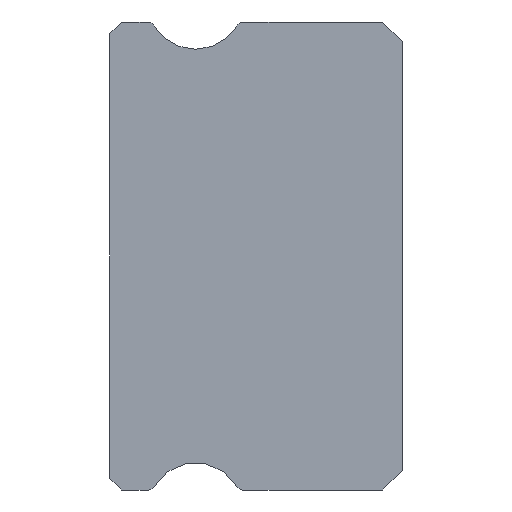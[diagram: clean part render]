
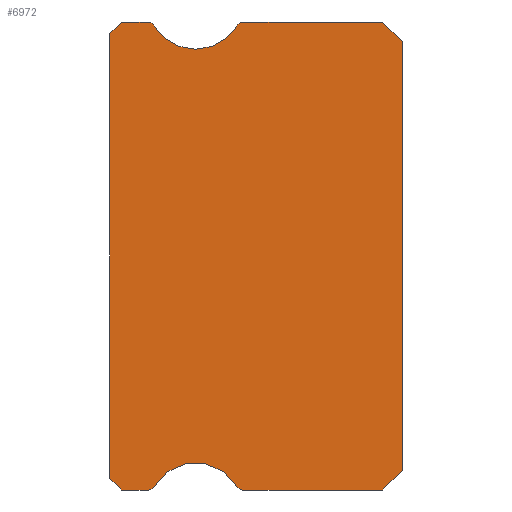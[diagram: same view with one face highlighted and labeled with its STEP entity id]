
A CAD part, left-side view. The second image highlights one B-rep face of the part: STEP entity #6972.
In plain terms, the highlighted planar face has unit normal (-1, 0, 0).
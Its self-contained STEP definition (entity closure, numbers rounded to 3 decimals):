
#27 = EDGE_CURVE ( 'NONE', #3220, #28, #217, .T. ) ;
#28 = VERTEX_POINT ( 'NONE', #2954 ) ;
#51 = CARTESIAN_POINT ( 'NONE',  ( -15., 7.5, 5.85 ) ) ;
#88 = CARTESIAN_POINT ( 'NONE',  ( -15., 0.5, 6. ) ) ;
#138 = ORIENTED_EDGE ( 'NONE', *, *, #7207, .T. ) ;
#217 = LINE ( 'NONE', #88, #2695 ) ;
#229 = VERTEX_POINT ( 'NONE', #6139 ) ;
#230 = VERTEX_POINT ( 'NONE', #2852 ) ;
#473 = AXIS2_PLACEMENT_3D ( 'NONE', #720, #8076, #6027 ) ;
#480 = DIRECTION ( 'NONE',  ( 0., 1., 0. ) ) ;
#499 = ORIENTED_EDGE ( 'NONE', *, *, #8578, .F. ) ;
#500 = CARTESIAN_POINT ( 'NONE',  ( -15., 7.2, -6. ) ) ;
#559 = CARTESIAN_POINT ( 'NONE',  ( -15., 6.512, 6. ) ) ;
#580 = VERTEX_POINT ( 'NONE', #5967 ) ;
#584 = CARTESIAN_POINT ( 'NONE',  ( -15., 0., -5.5 ) ) ;
#720 = CARTESIAN_POINT ( 'NONE',  ( -15., 6.512, -5.85 ) ) ;
#760 = AXIS2_PLACEMENT_3D ( 'NONE', #3396, #4688, #5358 ) ;
#799 = CARTESIAN_POINT ( 'NONE',  ( -15., 6.383, -5.925 ) ) ;
#848 = DIRECTION ( 'NONE',  ( 0., -0.707, -0.707 ) ) ;
#857 = ORIENTED_EDGE ( 'NONE', *, *, #6512, .F. ) ;
#886 = VECTOR ( 'NONE', #8215, 1000. ) ;
#1085 = VERTEX_POINT ( 'NONE', #7428 ) ;
#1181 = EDGE_CURVE ( 'NONE', #1085, #3695, #7702, .T. ) ;
#1222 = DIRECTION ( 'NONE',  ( 0., -1., 0. ) ) ;
#1240 = CARTESIAN_POINT ( 'NONE',  ( -15., 4.088, -5.85 ) ) ;
#1265 = CARTESIAN_POINT ( 'NONE',  ( -15., 5.3, 6.55 ) ) ;
#1489 = EDGE_CURVE ( 'NONE', #229, #2207, #6161, .T. ) ;
#1576 = VERTEX_POINT ( 'NONE', #7724 ) ;
#1850 = CARTESIAN_POINT ( 'NONE',  ( -15., 6.512, 5.85 ) ) ;
#2164 = EDGE_CURVE ( 'NONE', #8834, #4149, #7480, .T. ) ;
#2207 = VERTEX_POINT ( 'NONE', #6315 ) ;
#2296 = CARTESIAN_POINT ( 'NONE',  ( -15., 5.3, 6.55 ) ) ;
#2348 = VECTOR ( 'NONE', #480, 1000. ) ;
#2380 = EDGE_CURVE ( 'NONE', #230, #1576, #8639, .T. ) ;
#2386 = DIRECTION ( 'NONE',  ( 0., -0.707, -0.707 ) ) ;
#2398 = DIRECTION ( 'NONE',  ( 0., 0., -1. ) ) ;
#2429 = VERTEX_POINT ( 'NONE', #3315 ) ;
#2503 = ORIENTED_EDGE ( 'NONE', *, *, #7751, .F. ) ;
#2663 = ORIENTED_EDGE ( 'NONE', *, *, #1181, .T. ) ;
#2664 = VERTEX_POINT ( 'NONE', #8618 ) ;
#2695 = VECTOR ( 'NONE', #848, 1000. ) ;
#2732 = DIRECTION ( 'NONE',  ( 0., 1., 0. ) ) ;
#2737 = VECTOR ( 'NONE', #5494, 1000. ) ;
#2852 = CARTESIAN_POINT ( 'NONE',  ( -15., 5.3, 5.3 ) ) ;
#2902 = CIRCLE ( 'NONE', #473, 0.15 ) ;
#2911 = AXIS2_PLACEMENT_3D ( 'NONE', #2296, #5009, #3632 ) ;
#2954 = CARTESIAN_POINT ( 'NONE',  ( -15., 0., 5.5 ) ) ;
#2984 = CIRCLE ( 'NONE', #3260, 0.15 ) ;
#3183 = LINE ( 'NONE', #500, #6425 ) ;
#3193 = CIRCLE ( 'NONE', #2911, 1.25 ) ;
#3218 = EDGE_CURVE ( 'NONE', #5379, #2207, #7829, .T. ) ;
#3220 = VERTEX_POINT ( 'NONE', #7154 ) ;
#3260 = AXIS2_PLACEMENT_3D ( 'NONE', #1850, #5106, #4572 ) ;
#3315 = CARTESIAN_POINT ( 'NONE',  ( -15., 4.088, -6. ) ) ;
#3325 = DIRECTION ( 'NONE',  ( -1., 0., 0. ) ) ;
#3396 = CARTESIAN_POINT ( 'NONE',  ( -15., 6.512, 5.85 ) ) ;
#3509 = CARTESIAN_POINT ( 'NONE',  ( -15., 4.088, 5.85 ) ) ;
#3513 = DIRECTION ( 'NONE',  ( 0., -1., 0. ) ) ;
#3632 = DIRECTION ( 'NONE',  ( 0., 0., -1. ) ) ;
#3695 = VERTEX_POINT ( 'NONE', #8176 ) ;
#3897 = VECTOR ( 'NONE', #5993, 1000. ) ;
#4060 = CARTESIAN_POINT ( 'NONE',  ( -15., 0.5, -6. ) ) ;
#4085 = LINE ( 'NONE', #6754, #2348 ) ;
#4089 = CARTESIAN_POINT ( 'NONE',  ( -15., 0., -5.5 ) ) ;
#4094 = CARTESIAN_POINT ( 'NONE',  ( -15., 7.2, 6. ) ) ;
#4149 = VERTEX_POINT ( 'NONE', #4060 ) ;
#4166 = ORIENTED_EDGE ( 'NONE', *, *, #7585, .F. ) ;
#4194 = AXIS2_PLACEMENT_3D ( 'NONE', #3509, #4221, #6973 ) ;
#4200 = ORIENTED_EDGE ( 'NONE', *, *, #3218, .T. ) ;
#4221 = DIRECTION ( 'NONE',  ( 1., 0., 0. ) ) ;
#4260 = VECTOR ( 'NONE', #4672, 1000. ) ;
#4305 = ORIENTED_EDGE ( 'NONE', *, *, #1489, .F. ) ;
#4328 = VECTOR ( 'NONE', #3513, 1000. ) ;
#4330 = CARTESIAN_POINT ( 'NONE',  ( -15., 0., 5.5 ) ) ;
#4335 = EDGE_CURVE ( 'NONE', #8834, #28, #8248, .T. ) ;
#4389 = ORIENTED_EDGE ( 'NONE', *, *, #6924, .F. ) ;
#4460 = CIRCLE ( 'NONE', #8301, 1.25 ) ;
#4572 = DIRECTION ( 'NONE',  ( 0., 0., -1. ) ) ;
#4589 = EDGE_CURVE ( 'NONE', #2429, #2664, #8559, .T. ) ;
#4655 = DIRECTION ( 'NONE',  ( -1., 0., 0. ) ) ;
#4672 = DIRECTION ( 'NONE',  ( 0., 0.707, -0.707 ) ) ;
#4688 = DIRECTION ( 'NONE',  ( 1., 0., 0. ) ) ;
#4689 = CARTESIAN_POINT ( 'NONE',  ( -15., 6.512, 6. ) ) ;
#4710 = VERTEX_POINT ( 'NONE', #559 ) ;
#4793 = DIRECTION ( 'NONE',  ( 0., 0., -1. ) ) ;
#4833 = ORIENTED_EDGE ( 'NONE', *, *, #2380, .F. ) ;
#4901 = VECTOR ( 'NONE', #2732, 1000. ) ;
#5009 = DIRECTION ( 'NONE',  ( -1., 0., 0. ) ) ;
#5069 = EDGE_CURVE ( 'NONE', #4710, #580, #2984, .T. ) ;
#5106 = DIRECTION ( 'NONE',  ( 1., 0., 0. ) ) ;
#5125 = ORIENTED_EDGE ( 'NONE', *, *, #4589, .F. ) ;
#5157 = DIRECTION ( 'NONE',  ( 1., 0., 0. ) ) ;
#5324 = EDGE_LOOP ( 'NONE', ( #4200, #4305, #7105, #2663, #4389, #857, #5125, #4166, #8635, #5478, #8391, #5678, #2503, #4833, #499, #8686, #138 ) ) ;
#5358 = DIRECTION ( 'NONE',  ( 0., 0., -1. ) ) ;
#5379 = VERTEX_POINT ( 'NONE', #8389 ) ;
#5403 = PLANE ( 'NONE',  #760 ) ;
#5478 = ORIENTED_EDGE ( 'NONE', *, *, #4335, .T. ) ;
#5494 = DIRECTION ( 'NONE',  ( 0., 0., 1. ) ) ;
#5678 = ORIENTED_EDGE ( 'NONE', *, *, #8739, .F. ) ;
#5852 = AXIS2_PLACEMENT_3D ( 'NONE', #1240, #5157, #2398 ) ;
#5889 = CIRCLE ( 'NONE', #4194, 0.15 ) ;
#5967 = CARTESIAN_POINT ( 'NONE',  ( -15., 6.383, 5.925 ) ) ;
#5993 = DIRECTION ( 'NONE',  ( 0., 0.707, -0.707 ) ) ;
#6027 = DIRECTION ( 'NONE',  ( 0., 0., -1. ) ) ;
#6061 = AXIS2_PLACEMENT_3D ( 'NONE', #1265, #4655, #6781 ) ;
#6139 = CARTESIAN_POINT ( 'NONE',  ( -15., 7.5, -5.7 ) ) ;
#6161 = LINE ( 'NONE', #51, #886 ) ;
#6315 = CARTESIAN_POINT ( 'NONE',  ( -15., 7.5, 5.7 ) ) ;
#6425 = VECTOR ( 'NONE', #2386, 1000. ) ;
#6486 = CARTESIAN_POINT ( 'NONE',  ( -15., 7.5, 5.7 ) ) ;
#6512 = EDGE_CURVE ( 'NONE', #2664, #7405, #4460, .T. ) ;
#6533 = CARTESIAN_POINT ( 'NONE',  ( -15., 4.088, 6. ) ) ;
#6754 = CARTESIAN_POINT ( 'NONE',  ( -15., 6.512, -6. ) ) ;
#6781 = DIRECTION ( 'NONE',  ( 0., 0., -1. ) ) ;
#6809 = EDGE_CURVE ( 'NONE', #229, #1085, #3183, .T. ) ;
#6879 = CARTESIAN_POINT ( 'NONE',  ( -15., 5.3, -6.55 ) ) ;
#6924 = EDGE_CURVE ( 'NONE', #7405, #3695, #2902, .T. ) ;
#6972 = ADVANCED_FACE ( 'NONE', ( #7499 ), #5403, .F. ) ;
#6973 = DIRECTION ( 'NONE',  ( 0., 0., -1. ) ) ;
#6976 = CARTESIAN_POINT ( 'NONE',  ( -15., 6.512, -6. ) ) ;
#7105 = ORIENTED_EDGE ( 'NONE', *, *, #6809, .T. ) ;
#7154 = CARTESIAN_POINT ( 'NONE',  ( -15., 0.5, 6. ) ) ;
#7160 = VECTOR ( 'NONE', #1222, 1000. ) ;
#7207 = EDGE_CURVE ( 'NONE', #4710, #5379, #8784, .T. ) ;
#7405 = VERTEX_POINT ( 'NONE', #799 ) ;
#7428 = CARTESIAN_POINT ( 'NONE',  ( -15., 7.2, -6. ) ) ;
#7480 = LINE ( 'NONE', #4089, #4260 ) ;
#7499 = FACE_OUTER_BOUND ( 'NONE', #5324, .T. ) ;
#7552 = VERTEX_POINT ( 'NONE', #6533 ) ;
#7585 = EDGE_CURVE ( 'NONE', #4149, #2429, #4085, .T. ) ;
#7702 = LINE ( 'NONE', #6976, #4328 ) ;
#7724 = CARTESIAN_POINT ( 'NONE',  ( -15., 4.217, 5.925 ) ) ;
#7751 = EDGE_CURVE ( 'NONE', #1576, #7552, #5889, .T. ) ;
#7829 = LINE ( 'NONE', #6486, #3897 ) ;
#8076 = DIRECTION ( 'NONE',  ( 1., 0., 0. ) ) ;
#8176 = CARTESIAN_POINT ( 'NONE',  ( -15., 6.512, -6. ) ) ;
#8215 = DIRECTION ( 'NONE',  ( 0., 0., 1. ) ) ;
#8248 = LINE ( 'NONE', #4330, #2737 ) ;
#8301 = AXIS2_PLACEMENT_3D ( 'NONE', #6879, #3325, #4793 ) ;
#8389 = CARTESIAN_POINT ( 'NONE',  ( -15., 7.2, 6. ) ) ;
#8391 = ORIENTED_EDGE ( 'NONE', *, *, #27, .F. ) ;
#8559 = CIRCLE ( 'NONE', #5852, 0.15 ) ;
#8578 = EDGE_CURVE ( 'NONE', #580, #230, #3193, .T. ) ;
#8618 = CARTESIAN_POINT ( 'NONE',  ( -15., 4.217, -5.925 ) ) ;
#8635 = ORIENTED_EDGE ( 'NONE', *, *, #2164, .F. ) ;
#8639 = CIRCLE ( 'NONE', #6061, 1.25 ) ;
#8664 = LINE ( 'NONE', #4689, #7160 ) ;
#8686 = ORIENTED_EDGE ( 'NONE', *, *, #5069, .F. ) ;
#8739 = EDGE_CURVE ( 'NONE', #7552, #3220, #8664, .T. ) ;
#8784 = LINE ( 'NONE', #4094, #4901 ) ;
#8834 = VERTEX_POINT ( 'NONE', #584 ) ;
